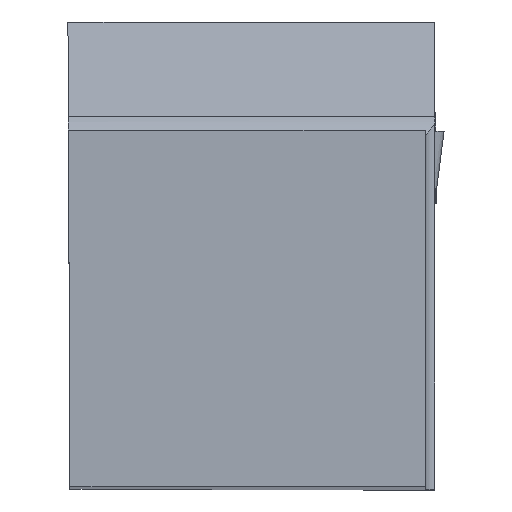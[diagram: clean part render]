
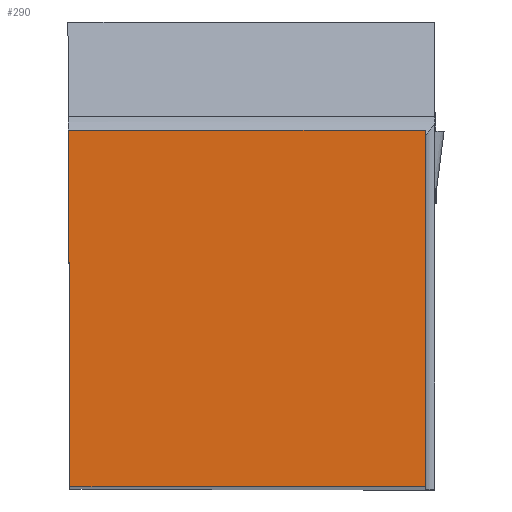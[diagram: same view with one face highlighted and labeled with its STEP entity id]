
A CAD part, top view. The second image highlights one B-rep face of the part: STEP entity #290.
In plain terms, the highlighted planar face has unit normal (0, 0, 1).
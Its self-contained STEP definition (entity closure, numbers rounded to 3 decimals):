
#290=ADVANCED_FACE('CU_BACK_SU1',(#471),#399,.F.);
#399=PLANE('',#2489);
#471=FACE_OUTER_BOUND('',#585,.T.);
#585=EDGE_LOOP('',(#847,#848,#849,#850));
#847=ORIENTED_EDGE('',*,*,#1629,.T.);
#848=ORIENTED_EDGE('',*,*,#1675,.F.);
#849=ORIENTED_EDGE('',*,*,#1642,.T.);
#850=ORIENTED_EDGE('',*,*,#1632,.T.);
#1399=VERTEX_POINT('',#3163);
#1400=VERTEX_POINT('',#3165);
#1402=VERTEX_POINT('',#3171);
#1410=VERTEX_POINT('',#3190);
#1629=EDGE_CURVE('',#1400,#1399,#1956,.T.);
#1632=EDGE_CURVE('',#1402,#1400,#1959,.T.);
#1642=EDGE_CURVE('',#1410,#1402,#1967,.T.);
#1675=EDGE_CURVE('',#1410,#1399,#1991,.T.);
#1956=LINE('',#3164,#2184);
#1959=LINE('',#3170,#2187);
#1967=LINE('',#3189,#2195);
#1991=LINE('',#3276,#2219);
#2184=VECTOR('',#2646,1.);
#2187=VECTOR('',#2651,1.);
#2195=VECTOR('',#2665,1.);
#2219=VECTOR('',#2731,1.);
#2489=AXIS2_PLACEMENT_3D('',#3277,#2732,#2733);
#2646=DIRECTION('',(1.,0.,0.));
#2651=DIRECTION('',(0.004,-1.,0.));
#2665=DIRECTION('',(-1.,0.,0.));
#2731=DIRECTION('',(0.,-1.,0.));
#2732=DIRECTION('',(0.,0.,-1.));
#2733=DIRECTION('',(0.,-1.,0.));
#3163=CARTESIAN_POINT('',(31.85,0.,0.));
#3164=CARTESIAN_POINT('',(-23.593,0.,0.));
#3165=CARTESIAN_POINT('',(0.139,0.,0.));
#3170=CARTESIAN_POINT('',(-0.088,51.953,0.));
#3171=CARTESIAN_POINT('',(0.,31.85,0.));
#3189=CARTESIAN_POINT('',(-23.593,31.85,0.));
#3190=CARTESIAN_POINT('',(31.85,31.85,0.));
#3276=CARTESIAN_POINT('',(31.85,51.85,0.));
#3277=CARTESIAN_POINT('',(-23.593,51.85,0.));
